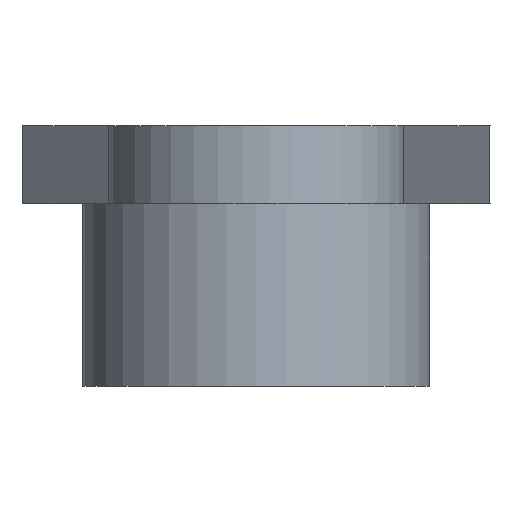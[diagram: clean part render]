
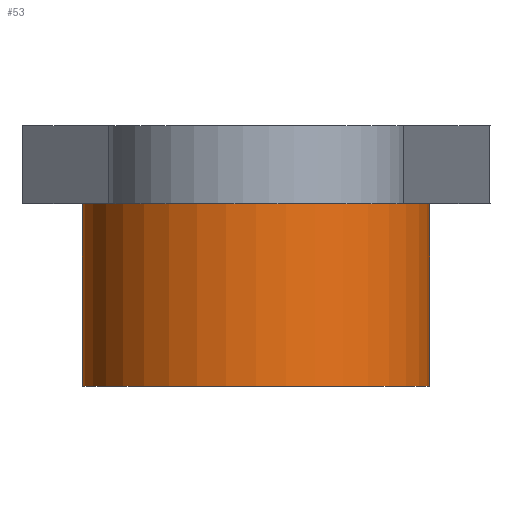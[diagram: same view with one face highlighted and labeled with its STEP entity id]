
A CAD part, left-side view. The second image highlights one B-rep face of the part: STEP entity #53.
In plain terms, the highlighted cylindrical face has radius 4.675 mm (diameter 9.35 mm), a full revolution.
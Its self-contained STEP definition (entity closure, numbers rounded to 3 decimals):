
#53=ADVANCED_FACE('',(#269,#271),#273,.T.);
#269=FACE_OUTER_BOUND('',#270,.T.);
#270=EDGE_LOOP('',(#505));
#271=FACE_OUTER_BOUND('',#272,.T.);
#272=EDGE_LOOP('',(#506));
#273=CYLINDRICAL_SURFACE('',#274,4.675);
#274=AXIS2_PLACEMENT_3D('',#275,#276,#277);
#275=CARTESIAN_POINT('',(0.,0.,0.));
#276=DIRECTION('',(0.,0.,1.));
#277=DIRECTION('',(-1.,0.,0.));
#505=ORIENTED_EDGE('',*,*,#601,.F.);
#506=ORIENTED_EDGE('',*,*,#602,.T.);
#601=EDGE_CURVE('',#649,#649,#650,.T.);
#602=EDGE_CURVE('',#651,#651,#652,.T.);
#649=VERTEX_POINT('',#737);
#650=CIRCLE('',#738,4.675);
#651=VERTEX_POINT('',#742);
#652=CIRCLE('',#743,4.675);
#737=CARTESIAN_POINT('',(-4.675,0.,4.9));
#738=AXIS2_PLACEMENT_3D('',#739,#740,#741);
#739=CARTESIAN_POINT('',(0.,0.,4.9));
#740=DIRECTION('',(0.,0.,1.));
#741=DIRECTION('',(-1.,0.,0.));
#742=CARTESIAN_POINT('',(-4.675,0.,0.));
#743=AXIS2_PLACEMENT_3D('',#744,#745,#746);
#744=CARTESIAN_POINT('',(0.,0.,0.));
#745=DIRECTION('',(0.,0.,1.));
#746=DIRECTION('',(-1.,0.,0.));
